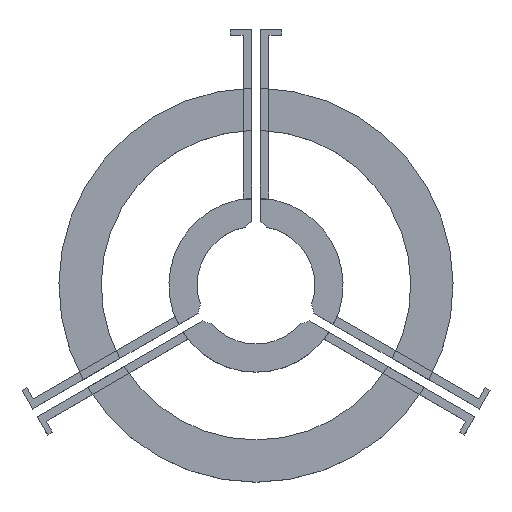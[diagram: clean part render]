
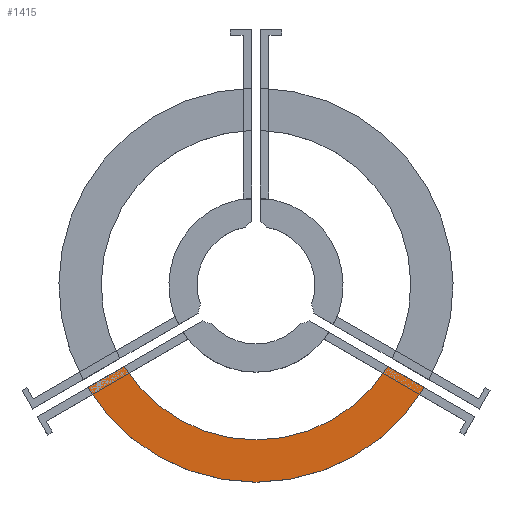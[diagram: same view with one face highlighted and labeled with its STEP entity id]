
A CAD part, top view. The second image highlights one B-rep face of the part: STEP entity #1415.
In plain terms, the highlighted planar face has unit normal (0, 0, 1).
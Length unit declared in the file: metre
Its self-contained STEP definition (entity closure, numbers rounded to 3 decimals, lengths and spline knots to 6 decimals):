
#16=CIRCLE('',#1649,0.069848);
#17=CIRCLE('',#1651,0.054848);
#196=ORIENTED_EDGE('',*,*,#537,.T.);
#197=ORIENTED_EDGE('',*,*,#542,.T.);
#198=ORIENTED_EDGE('',*,*,#541,.F.);
#199=ORIENTED_EDGE('',*,*,#543,.F.);
#537=EDGE_CURVE('',#719,#718,#16,.T.);
#541=EDGE_CURVE('',#721,#720,#17,.T.);
#542=EDGE_CURVE('',#718,#720,#864,.T.);
#543=EDGE_CURVE('',#719,#721,#865,.T.);
#718=VERTEX_POINT('',#2308);
#719=VERTEX_POINT('',#2310);
#720=VERTEX_POINT('',#2314);
#721=VERTEX_POINT('',#2316);
#864=LINE('',#2319,#1026);
#865=LINE('',#2320,#1027);
#1026=VECTOR('',#1879,1.);
#1027=VECTOR('',#1880,1.);
#1163=EDGE_LOOP('',(#196,#197,#198,#199));
#1253=FACE_BOUND('',#1163,.T.);
#1339=PLANE('',#1652);
#1415=ADVANCED_FACE('',(#1253),#1339,.T.);
#1649=AXIS2_PLACEMENT_3D('',#2309,#1868,#1869);
#1651=AXIS2_PLACEMENT_3D('',#2317,#1875,#1876);
#1652=AXIS2_PLACEMENT_3D('',#2318,#1877,#1878);
#1868=DIRECTION('',(0.,0.,1.));
#1869=DIRECTION('',(1.,0.,0.));
#1875=DIRECTION('',(0.,0.,1.));
#1876=DIRECTION('',(1.,0.,0.));
#1877=DIRECTION('',(0.,0.,1.));
#1878=DIRECTION('',(1.,0.,0.));
#1879=DIRECTION('',(-0.866,0.5,0.));
#1880=DIRECTION('',(0.866,0.5,0.));
#2308=CARTESIAN_POINT('',(0.059682,-0.036288,0.015));
#2309=CARTESIAN_POINT('',(0.,0.,0.015));
#2310=CARTESIAN_POINT('',(-0.059682,-0.036288,0.015));
#2314=CARTESIAN_POINT('',(0.046687,-0.028785,0.015));
#2316=CARTESIAN_POINT('',(-0.046687,-0.028785,0.015));
#2317=CARTESIAN_POINT('',(0.,0.,0.015));
#2318=CARTESIAN_POINT('',(0.,0.,0.015));
#2319=CARTESIAN_POINT('',(0.085123,-0.050976,0.015));
#2320=CARTESIAN_POINT('',(-0.085123,-0.050976,0.015));
